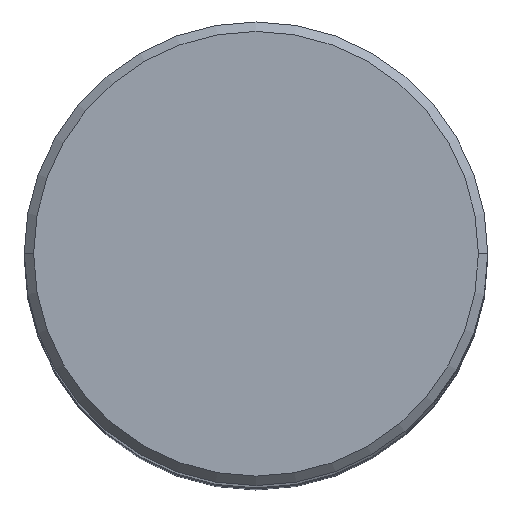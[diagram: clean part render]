
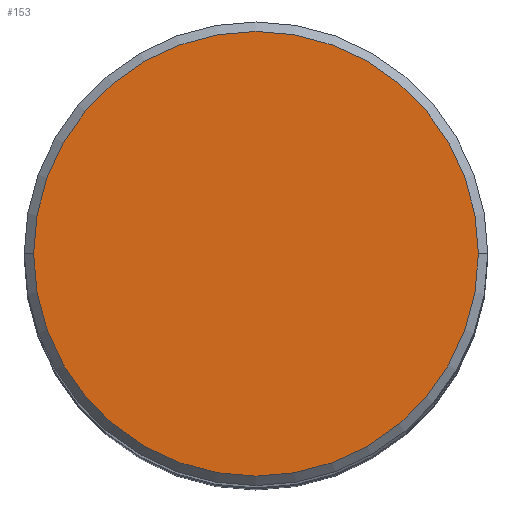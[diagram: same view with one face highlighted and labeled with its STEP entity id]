
A CAD part, top view. The second image highlights one B-rep face of the part: STEP entity #153.
In plain terms, the highlighted planar face has unit normal (0, 0, 1).
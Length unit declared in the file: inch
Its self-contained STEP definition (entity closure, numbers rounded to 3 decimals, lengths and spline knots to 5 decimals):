
#6 = CIRCLE ( 'NONE', #244, 0.47215 ) ;
#38 = DIRECTION ( 'NONE',  ( 0., 0., 1. ) ) ;
#56 = DIRECTION ( 'NONE',  ( 0., 0., -1. ) ) ;
#90 = ORIENTED_EDGE ( 'NONE', *, *, #359, .T. ) ;
#112 = CIRCLE ( 'NONE', #540, 0.47215 ) ;
#116 = CARTESIAN_POINT ( 'NONE',  ( 0., 0., 0. ) ) ;
#119 = VERTEX_POINT ( 'NONE', #266 ) ;
#121 = EDGE_CURVE ( 'NONE', #295, #119, #112, .T. ) ;
#131 = DIRECTION ( 'NONE',  ( 1., 0., 0. ) ) ;
#136 = DIRECTION ( 'NONE',  ( 0., 0., 1. ) ) ;
#153 = ADVANCED_FACE ( 'NONE', ( #543 ), #318, .F. ) ;
#221 = DIRECTION ( 'NONE',  ( -1., 0., 0. ) ) ;
#243 = ORIENTED_EDGE ( 'NONE', *, *, #121, .T. ) ;
#244 = AXIS2_PLACEMENT_3D ( 'NONE', #116, #38, #131 ) ;
#266 = CARTESIAN_POINT ( 'NONE',  ( 0.47215, 0., 0. ) ) ;
#295 = VERTEX_POINT ( 'NONE', #308 ) ;
#308 = CARTESIAN_POINT ( 'NONE',  ( -0.47215, 0., 0. ) ) ;
#312 = CARTESIAN_POINT ( 'NONE',  ( 0., 0., 0. ) ) ;
#318 = PLANE ( 'NONE',  #443 ) ;
#359 = EDGE_CURVE ( 'NONE', #119, #295, #6, .T. ) ;
#426 = EDGE_LOOP ( 'NONE', ( #243, #90 ) ) ;
#443 = AXIS2_PLACEMENT_3D ( 'NONE', #491, #56, #221 ) ;
#491 = CARTESIAN_POINT ( 'NONE',  ( 0., 0.47215, 0. ) ) ;
#538 = DIRECTION ( 'NONE',  ( 1., 0., 0. ) ) ;
#540 = AXIS2_PLACEMENT_3D ( 'NONE', #312, #136, #538 ) ;
#543 = FACE_OUTER_BOUND ( 'NONE', #426, .T. ) ;
